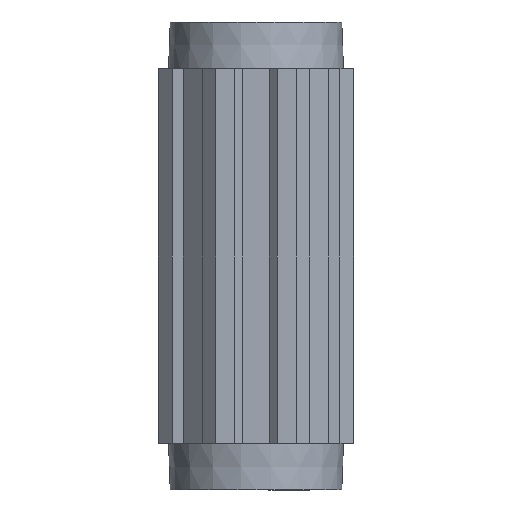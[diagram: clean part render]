
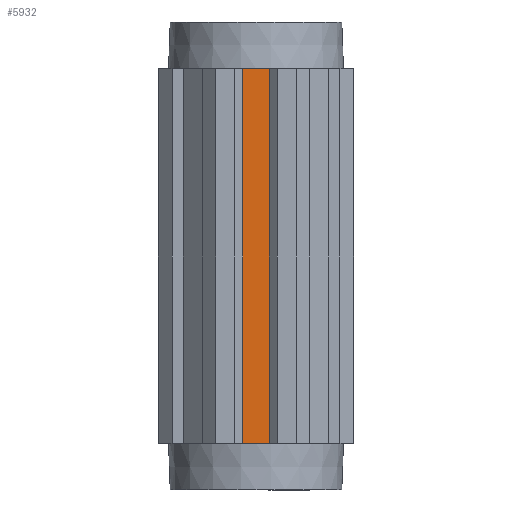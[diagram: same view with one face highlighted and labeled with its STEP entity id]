
A CAD part, front view. The second image highlights one B-rep face of the part: STEP entity #5932.
In plain terms, the highlighted planar face has unit normal (0, -1, 0).
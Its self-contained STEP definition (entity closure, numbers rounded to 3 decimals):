
#475=PLANE('',#6220);
#783=FACE_OUTER_BOUND('',#1120,.T.);
#1120=EDGE_LOOP('',(#5340,#5341,#5342,#5343));
#1710=LINE('',#11067,#2366);
#1711=LINE('',#11069,#2367);
#1712=LINE('',#11071,#2368);
#1713=LINE('',#11072,#2369);
#2366=VECTOR('',#7272,10.);
#2367=VECTOR('',#7273,10.);
#2368=VECTOR('',#7274,10.);
#2369=VECTOR('',#7275,10.);
#3001=VERTEX_POINT('',#11065);
#3002=VERTEX_POINT('',#11066);
#3003=VERTEX_POINT('',#11068);
#3004=VERTEX_POINT('',#11070);
#3805=EDGE_CURVE('',#3001,#3002,#1710,.T.);
#3806=EDGE_CURVE('',#3002,#3003,#1711,.T.);
#3807=EDGE_CURVE('',#3004,#3003,#1712,.T.);
#3808=EDGE_CURVE('',#3004,#3001,#1713,.T.);
#5340=ORIENTED_EDGE('',*,*,#3805,.T.);
#5341=ORIENTED_EDGE('',*,*,#3806,.T.);
#5342=ORIENTED_EDGE('',*,*,#3807,.F.);
#5343=ORIENTED_EDGE('',*,*,#3808,.T.);
#5932=ADVANCED_FACE('',(#783),#475,.F.);
#6220=AXIS2_PLACEMENT_3D('',#11064,#7270,#7271);
#7270=DIRECTION('center_axis',(0.,1.,0.));
#7271=DIRECTION('ref_axis',(1.,0.,0.));
#7272=DIRECTION('',(0.,0.,-1.));
#7273=DIRECTION('',(1.,0.,0.));
#7274=DIRECTION('',(0.,0.,-1.));
#7275=DIRECTION('',(-1.,0.,0.));
#11064=CARTESIAN_POINT('Origin',(-1.726,-11.5,54.));
#11065=CARTESIAN_POINT('',(-1.726,-11.5,54.));
#11066=CARTESIAN_POINT('',(-1.726,-11.5,6.));
#11067=CARTESIAN_POINT('',(-1.726,-11.5,54.));
#11068=CARTESIAN_POINT('',(1.726,-11.5,6.));
#11069=CARTESIAN_POINT('',(-0.863,-11.5,6.));
#11070=CARTESIAN_POINT('',(1.726,-11.5,54.));
#11071=CARTESIAN_POINT('',(1.726,-11.5,54.));
#11072=CARTESIAN_POINT('',(-0.863,-11.5,54.));
